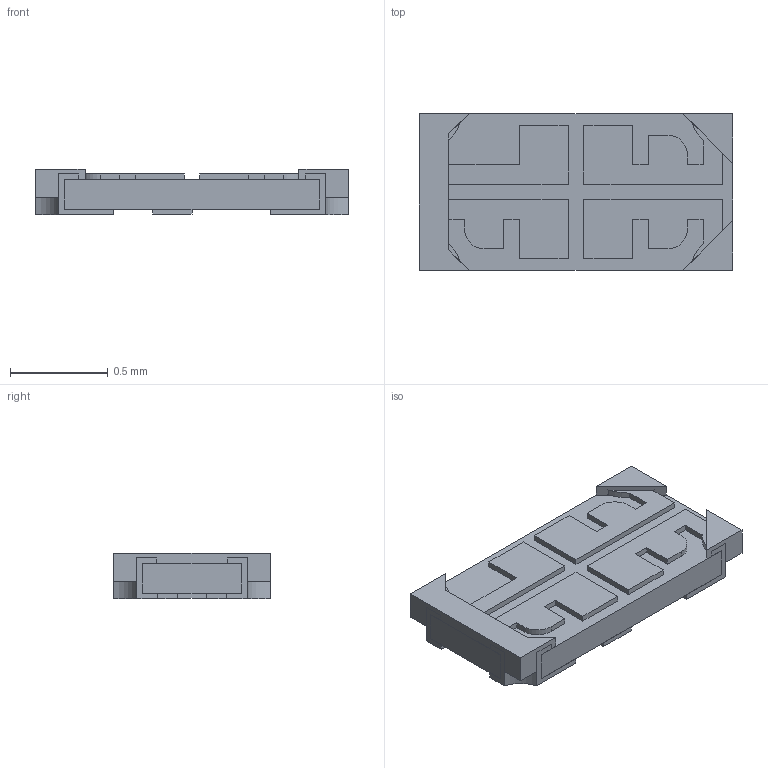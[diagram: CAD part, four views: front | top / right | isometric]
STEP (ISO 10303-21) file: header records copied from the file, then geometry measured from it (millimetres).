
FILE_DESCRIPTION (( 'STEP AP214' ), '1' );
FILE_NAME ('APHF1608.STEP', '2017-11-01T00:40:26', ( '' ), ( '' ), 'SwSTEP 2.0', 'SolidWorks 2016', '' );
FILE_SCHEMA (( 'AUTOMOTIVE_DESIGN' ));
Length unit declared in the file: millimetre
Products named in the file (1): APHF1608
Bounding box: 1.6 x 0.8 x 0.23 mm (x, y, z)
Volume: 0.2 mm3; surface area: 7.3 mm2
Topology: 9 solids, 9 shells, 161 faces, 429 edges, 286 vertices
Faces by surface type: plane 126, cylinder 35
Entity records: 6850 total; most frequent: CARTESIAN_POINT 877, ORIENTED_EDGE 858, DIRECTION 823, EDGE_CURVE 429, VECTOR 359, LINE 359, VERTEX_POINT 286, AXIS2_PLACEMENT_3D 232
